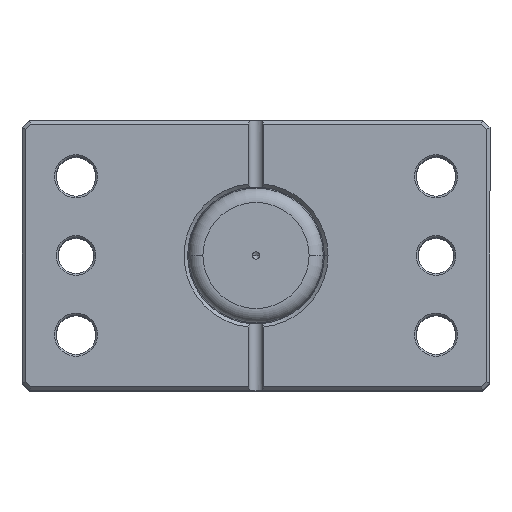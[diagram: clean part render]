
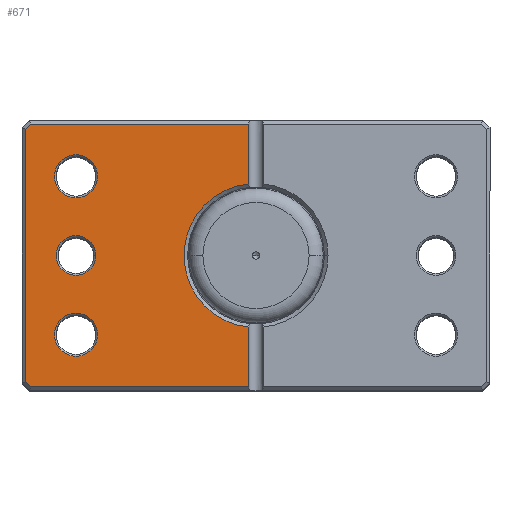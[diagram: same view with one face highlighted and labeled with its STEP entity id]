
A CAD part, top view. The second image highlights one B-rep face of the part: STEP entity #671.
In plain terms, the highlighted face is planar.
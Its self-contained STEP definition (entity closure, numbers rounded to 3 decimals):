
#47 = DIRECTION ( 'NONE',  ( 0., 0., 1. ) ) ;
#122 = CIRCLE ( 'NONE', #1737, 20. ) ;
#130 = VERTEX_POINT ( 'NONE', #2479 ) ;
#184 = EDGE_CURVE ( 'NONE', #5030, #130, #2204, .T. ) ;
#268 = EDGE_CURVE ( 'NONE', #1959, #2371, #1866, .T. ) ;
#474 = CARTESIAN_POINT ( 'NONE',  ( 62.586, -36.5, 0. ) ) ;
#538 = DIRECTION ( 'NONE',  ( -1., 0., 0. ) ) ;
#539 = CARTESIAN_POINT ( 'NONE',  ( 56., -22., 0. ) ) ;
#615 = CIRCLE ( 'NONE', #3487, 5.5 ) ;
#671 = ADVANCED_FACE ( 'NONE', ( #3515, #3181, #4814, #1683 ), #696, .F. ) ;
#696 = PLANE ( 'NONE',  #4163 ) ;
#747 = VECTOR ( 'NONE', #1473, 1000. ) ;
#814 = CARTESIAN_POINT ( 'NONE',  ( 49.543, 49.543, 0. ) ) ;
#972 = EDGE_CURVE ( 'NONE', #130, #3569, #6736, .T. ) ;
#1012 = ORIENTED_EDGE ( 'NONE', *, *, #5119, .T. ) ;
#1018 = AXIS2_PLACEMENT_3D ( 'NONE', #6330, #3049, #6881 ) ;
#1034 = VECTOR ( 'NONE', #3209, 1000. ) ;
#1040 = ORIENTED_EDGE ( 'NONE', *, *, #7012, .T. ) ;
#1119 = ORIENTED_EDGE ( 'NONE', *, *, #4187, .T. ) ;
#1122 = VERTEX_POINT ( 'NONE', #5366 ) ;
#1181 = AXIS2_PLACEMENT_3D ( 'NONE', #1418, #5272, #1956 ) ;
#1269 = ORIENTED_EDGE ( 'NONE', *, *, #184, .T. ) ;
#1381 = DIRECTION ( 'NONE',  ( 0., 0., 1. ) ) ;
#1384 = CIRCLE ( 'NONE', #2798, 6. ) ;
#1418 = CARTESIAN_POINT ( 'NONE',  ( 50., -22., 0. ) ) ;
#1466 = VECTOR ( 'NONE', #4118, 1000. ) ;
#1473 = DIRECTION ( 'NONE',  ( 0., 1., 0. ) ) ;
#1481 = ORIENTED_EDGE ( 'NONE', *, *, #4581, .T. ) ;
#1492 = DIRECTION ( 'NONE',  ( 0., 0., 1. ) ) ;
#1568 = CARTESIAN_POINT ( 'NONE',  ( 44., 22., 0. ) ) ;
#1638 = EDGE_CURVE ( 'NONE', #2813, #6619, #3817, .T. ) ;
#1683 = FACE_OUTER_BOUND ( 'NONE', #6562, .T. ) ;
#1712 = EDGE_LOOP ( 'NONE', ( #3460, #1040 ) ) ;
#1737 = AXIS2_PLACEMENT_3D ( 'NONE', #4781, #1492, #5347 ) ;
#1801 = DIRECTION ( 'NONE',  ( 1., 0., 0. ) ) ;
#1849 = CARTESIAN_POINT ( 'NONE',  ( 50., 22., 0. ) ) ;
#1866 = LINE ( 'NONE', #6764, #3188 ) ;
#1913 = ORIENTED_EDGE ( 'NONE', *, *, #2688, .T. ) ;
#1956 = DIRECTION ( 'NONE',  ( 1., 0., 0. ) ) ;
#1959 = VERTEX_POINT ( 'NONE', #2773 ) ;
#2003 = VERTEX_POINT ( 'NONE', #2260 ) ;
#2017 = CARTESIAN_POINT ( 'NONE',  ( 49.543, -49.543, 0. ) ) ;
#2204 = LINE ( 'NONE', #3110, #747 ) ;
#2211 = DIRECTION ( 'NONE',  ( 0., 0., 1. ) ) ;
#2222 = DIRECTION ( 'NONE',  ( 1., 0., 0. ) ) ;
#2230 = VERTEX_POINT ( 'NONE', #2913 ) ;
#2260 = CARTESIAN_POINT ( 'NONE',  ( 44.5, 0., 0. ) ) ;
#2371 = VERTEX_POINT ( 'NONE', #6478 ) ;
#2403 = DIRECTION ( 'NONE',  ( 1., 0., 0. ) ) ;
#2479 = CARTESIAN_POINT ( 'NONE',  ( 2., 36.5, 0. ) ) ;
#2515 = CARTESIAN_POINT ( 'NONE',  ( 2., 19.9, 0. ) ) ;
#2628 = CARTESIAN_POINT ( 'NONE',  ( 62.586, 36.5, 0. ) ) ;
#2688 = EDGE_CURVE ( 'NONE', #4093, #6769, #4930, .T. ) ;
#2755 = CARTESIAN_POINT ( 'NONE',  ( 0., -36.5, 0. ) ) ;
#2773 = CARTESIAN_POINT ( 'NONE',  ( 64., 35.086, 0. ) ) ;
#2798 = AXIS2_PLACEMENT_3D ( 'NONE', #1849, #5711, #2403 ) ;
#2813 = VERTEX_POINT ( 'NONE', #474 ) ;
#2852 = VECTOR ( 'NONE', #2222, 1000. ) ;
#2856 = VERTEX_POINT ( 'NONE', #539 ) ;
#2913 = CARTESIAN_POINT ( 'NONE',  ( 55.5, 0., 0. ) ) ;
#2951 = ORIENTED_EDGE ( 'NONE', *, *, #5509, .T. ) ;
#3049 = DIRECTION ( 'NONE',  ( 0., 0., 1. ) ) ;
#3110 = CARTESIAN_POINT ( 'NONE',  ( 2., 37.5, 0. ) ) ;
#3121 = AXIS2_PLACEMENT_3D ( 'NONE', #5521, #2211, #6065 ) ;
#3133 = DIRECTION ( 'NONE',  ( -0.707, -0.707, 0. ) ) ;
#3153 = EDGE_LOOP ( 'NONE', ( #5126, #1481 ) ) ;
#3181 = FACE_BOUND ( 'NONE', #1712, .T. ) ;
#3188 = VECTOR ( 'NONE', #3494, 1000. ) ;
#3209 = DIRECTION ( 'NONE',  ( 0., 1., 0. ) ) ;
#3323 = LINE ( 'NONE', #2017, #5912 ) ;
#3370 = CARTESIAN_POINT ( 'NONE',  ( 0., 36.5, 0. ) ) ;
#3374 = EDGE_CURVE ( 'NONE', #6457, #2856, #6581, .T. ) ;
#3383 = AXIS2_PLACEMENT_3D ( 'NONE', #4687, #1381, #5238 ) ;
#3386 = CARTESIAN_POINT ( 'NONE',  ( 50., 0., 0. ) ) ;
#3460 = ORIENTED_EDGE ( 'NONE', *, *, #3374, .T. ) ;
#3475 = EDGE_CURVE ( 'NONE', #2371, #2813, #3323, .T. ) ;
#3487 = AXIS2_PLACEMENT_3D ( 'NONE', #3386, #47, #3923 ) ;
#3494 = DIRECTION ( 'NONE',  ( 0., -1., 0. ) ) ;
#3511 = ORIENTED_EDGE ( 'NONE', *, *, #268, .T. ) ;
#3515 = FACE_BOUND ( 'NONE', #3153, .T. ) ;
#3541 = CIRCLE ( 'NONE', #3121, 5.5 ) ;
#3569 = VERTEX_POINT ( 'NONE', #2628 ) ;
#3767 = CARTESIAN_POINT ( 'NONE',  ( 2., 37.5, 0. ) ) ;
#3817 = LINE ( 'NONE', #2755, #6389 ) ;
#3923 = DIRECTION ( 'NONE',  ( 1., 0., 0. ) ) ;
#4093 = VERTEX_POINT ( 'NONE', #5722 ) ;
#4118 = DIRECTION ( 'NONE',  ( 0.707, -0.707, 0. ) ) ;
#4150 = EDGE_CURVE ( 'NONE', #3569, #1959, #7115, .T. ) ;
#4163 = AXIS2_PLACEMENT_3D ( 'NONE', #4565, #5105, #1801 ) ;
#4187 = EDGE_CURVE ( 'NONE', #1122, #5030, #122, .T. ) ;
#4323 = ORIENTED_EDGE ( 'NONE', *, *, #972, .T. ) ;
#4545 = ORIENTED_EDGE ( 'NONE', *, *, #1638, .T. ) ;
#4565 = CARTESIAN_POINT ( 'NONE',  ( 0., 0., 0. ) ) ;
#4581 = EDGE_CURVE ( 'NONE', #2230, #2003, #615, .T. ) ;
#4687 = CARTESIAN_POINT ( 'NONE',  ( 50., 22., 0. ) ) ;
#4775 = CARTESIAN_POINT ( 'NONE',  ( 2., -36.5, 0. ) ) ;
#4781 = CARTESIAN_POINT ( 'NONE',  ( 0., 0., 0. ) ) ;
#4814 = FACE_BOUND ( 'NONE', #6081, .T. ) ;
#4930 = CIRCLE ( 'NONE', #3383, 6. ) ;
#5030 = VERTEX_POINT ( 'NONE', #2515 ) ;
#5037 = EDGE_CURVE ( 'NONE', #2003, #2230, #3541, .T. ) ;
#5105 = DIRECTION ( 'NONE',  ( 0., 0., 1. ) ) ;
#5119 = EDGE_CURVE ( 'NONE', #6769, #4093, #1384, .T. ) ;
#5126 = ORIENTED_EDGE ( 'NONE', *, *, #5037, .T. ) ;
#5135 = CARTESIAN_POINT ( 'NONE',  ( 44., -22., 0. ) ) ;
#5238 = DIRECTION ( 'NONE',  ( 1., 0., 0. ) ) ;
#5272 = DIRECTION ( 'NONE',  ( 0., 0., 1. ) ) ;
#5347 = DIRECTION ( 'NONE',  ( 1., 0., 0. ) ) ;
#5366 = CARTESIAN_POINT ( 'NONE',  ( 2., -19.9, 0. ) ) ;
#5509 = EDGE_CURVE ( 'NONE', #6619, #1122, #6521, .T. ) ;
#5521 = CARTESIAN_POINT ( 'NONE',  ( 50., 0., 0. ) ) ;
#5617 = ORIENTED_EDGE ( 'NONE', *, *, #3475, .T. ) ;
#5711 = DIRECTION ( 'NONE',  ( 0., 0., 1. ) ) ;
#5722 = CARTESIAN_POINT ( 'NONE',  ( 56., 22., 0. ) ) ;
#5912 = VECTOR ( 'NONE', #3133, 1000. ) ;
#5929 = ORIENTED_EDGE ( 'NONE', *, *, #4150, .T. ) ;
#6065 = DIRECTION ( 'NONE',  ( 1., 0., 0. ) ) ;
#6081 = EDGE_LOOP ( 'NONE', ( #1012, #1913 ) ) ;
#6330 = CARTESIAN_POINT ( 'NONE',  ( 50., -22., 0. ) ) ;
#6389 = VECTOR ( 'NONE', #538, 1000. ) ;
#6457 = VERTEX_POINT ( 'NONE', #5135 ) ;
#6458 = CIRCLE ( 'NONE', #1181, 6. ) ;
#6478 = CARTESIAN_POINT ( 'NONE',  ( 64., -35.086, 0. ) ) ;
#6521 = LINE ( 'NONE', #3767, #1034 ) ;
#6562 = EDGE_LOOP ( 'NONE', ( #2951, #1119, #1269, #4323, #5929, #3511, #5617, #4545 ) ) ;
#6581 = CIRCLE ( 'NONE', #1018, 6. ) ;
#6619 = VERTEX_POINT ( 'NONE', #4775 ) ;
#6736 = LINE ( 'NONE', #3370, #2852 ) ;
#6764 = CARTESIAN_POINT ( 'NONE',  ( 64., 0., 0. ) ) ;
#6769 = VERTEX_POINT ( 'NONE', #1568 ) ;
#6881 = DIRECTION ( 'NONE',  ( 1., 0., 0. ) ) ;
#7012 = EDGE_CURVE ( 'NONE', #2856, #6457, #6458, .T. ) ;
#7115 = LINE ( 'NONE', #814, #1466 ) ;
